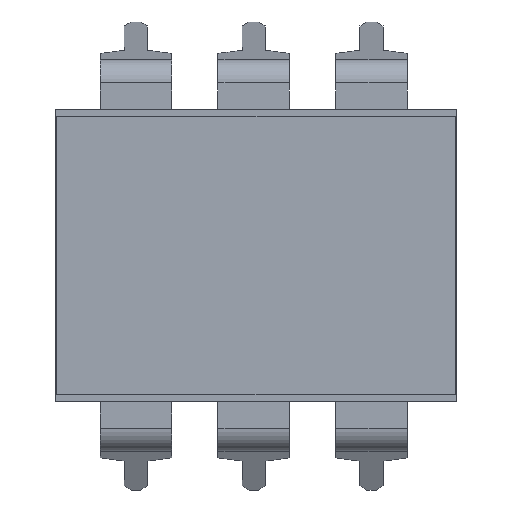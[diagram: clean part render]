
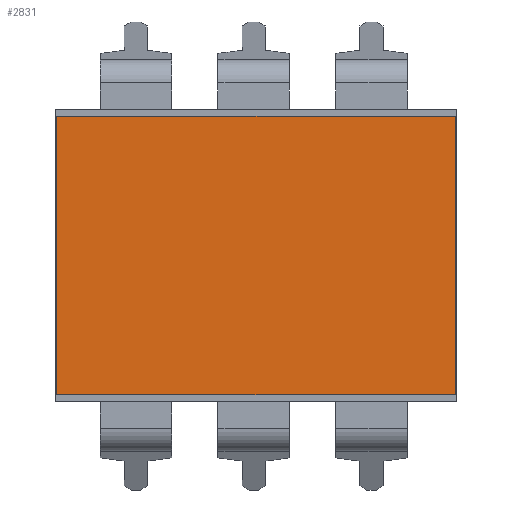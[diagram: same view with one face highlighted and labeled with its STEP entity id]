
A CAD part, top view. The second image highlights one B-rep face of the part: STEP entity #2831.
In plain terms, the highlighted planar face has unit normal (0, 0, 1).
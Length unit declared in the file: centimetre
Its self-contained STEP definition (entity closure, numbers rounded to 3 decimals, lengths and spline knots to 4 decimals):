
#137=FACE_OUTER_BOUND('',#292,.T.);
#292=EDGE_LOOP('',(#2337,#2338,#2339,#2340));
#619=LINE('',#4355,#997);
#620=LINE('',#4357,#998);
#621=LINE('',#4359,#999);
#622=LINE('',#4360,#1000);
#997=VECTOR('',#3569,1.);
#998=VECTOR('',#3570,1.);
#999=VECTOR('',#3571,1.);
#1000=VECTOR('',#3572,1.);
#1309=VERTEX_POINT('',#4353);
#1310=VERTEX_POINT('',#4354);
#1311=VERTEX_POINT('',#4356);
#1312=VERTEX_POINT('',#4358);
#1665=EDGE_CURVE('',#1309,#1310,#619,.T.);
#1666=EDGE_CURVE('',#1310,#1311,#620,.T.);
#1667=EDGE_CURVE('',#1311,#1312,#621,.T.);
#1668=EDGE_CURVE('',#1312,#1309,#622,.T.);
#2337=ORIENTED_EDGE('',*,*,#1665,.T.);
#2338=ORIENTED_EDGE('',*,*,#1666,.T.);
#2339=ORIENTED_EDGE('',*,*,#1667,.T.);
#2340=ORIENTED_EDGE('',*,*,#1668,.T.);
#2683=PLANE('',#3021);
#2831=ADVANCED_FACE('',(#137),#2683,.F.);
#3021=AXIS2_PLACEMENT_3D('',#4352,#3567,#3568);
#3567=DIRECTION('center_axis',(0.,0.,-1.));
#3568=DIRECTION('ref_axis',(1.,0.,0.));
#3569=DIRECTION('',(1.,0.,0.));
#3570=DIRECTION('',(0.,1.,0.));
#3571=DIRECTION('',(-1.,0.,0.));
#3572=DIRECTION('',(0.,-1.,0.));
#4352=CARTESIAN_POINT('Origin',(0.,0.,
0.313));
#4353=CARTESIAN_POINT('',(-0.429,-0.3,0.313));
#4354=CARTESIAN_POINT('',(0.429,-0.3,0.313));
#4355=CARTESIAN_POINT('',(-0.429,-0.3,0.313));
#4356=CARTESIAN_POINT('',(0.429,0.3,0.313));
#4357=CARTESIAN_POINT('',(0.429,-0.3,0.313));
#4358=CARTESIAN_POINT('',(-0.429,0.3,0.313));
#4359=CARTESIAN_POINT('',(0.429,0.3,0.313));
#4360=CARTESIAN_POINT('',(-0.429,0.3,0.313));
